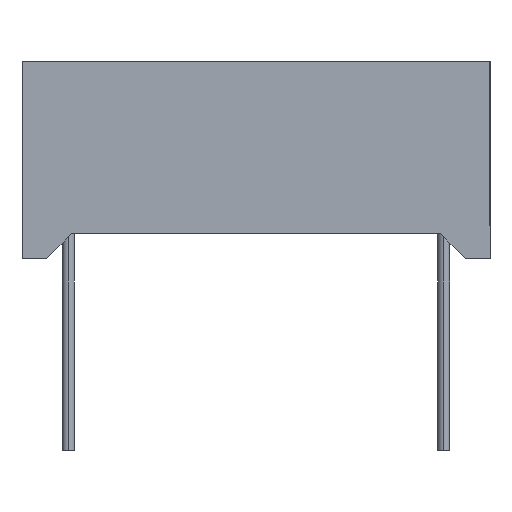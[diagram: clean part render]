
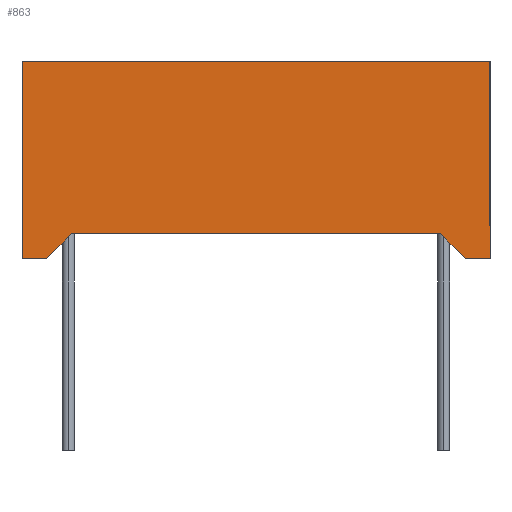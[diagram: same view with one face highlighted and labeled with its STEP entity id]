
A CAD part, left-side view. The second image highlights one B-rep face of the part: STEP entity #863.
In plain terms, the highlighted planar face has unit normal (-1, 0, 0).
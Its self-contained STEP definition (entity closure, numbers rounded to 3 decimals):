
#210 = EDGE_CURVE ( 'NONE', #4638, #1449, #3598, .T. ) ;
#537 = VECTOR ( 'NONE', #7560, 1000. ) ;
#552 = ORIENTED_EDGE ( 'NONE', *, *, #2499, .T. ) ;
#700 = ORIENTED_EDGE ( 'NONE', *, *, #2542, .T. ) ;
#769 = DIRECTION ( 'NONE',  ( 0., 0.707, -0.707 ) ) ;
#783 = CARTESIAN_POINT ( 'NONE',  ( -25.15, -7.5, 1. ) ) ;
#863 = ADVANCED_FACE ( 'NONE', ( #3954 ), #7942, .T. ) ;
#1009 = LINE ( 'NONE', #3715, #6956 ) ;
#1119 = ORIENTED_EDGE ( 'NONE', *, *, #3382, .F. ) ;
#1197 = CARTESIAN_POINT ( 'NONE',  ( -25.15, 9.5, 0. ) ) ;
#1199 = VECTOR ( 'NONE', #5136, 1000. ) ;
#1243 = VERTEX_POINT ( 'NONE', #6609 ) ;
#1299 = LINE ( 'NONE', #2021, #537 ) ;
#1314 = ORIENTED_EDGE ( 'NONE', *, *, #4947, .T. ) ;
#1449 = VERTEX_POINT ( 'NONE', #8791 ) ;
#1569 = VECTOR ( 'NONE', #5051, 1000. ) ;
#1928 = VERTEX_POINT ( 'NONE', #2612 ) ;
#2021 = CARTESIAN_POINT ( 'NONE',  ( -25.15, 9.5, 0. ) ) ;
#2452 = CARTESIAN_POINT ( 'NONE',  ( -25.15, 9.5, 0. ) ) ;
#2499 = EDGE_CURVE ( 'NONE', #4893, #1928, #5904, .T. ) ;
#2509 = EDGE_CURVE ( 'NONE', #1243, #1449, #1009, .T. ) ;
#2523 = VECTOR ( 'NONE', #4603, 1000. ) ;
#2542 = EDGE_CURVE ( 'NONE', #8056, #6750, #3085, .T. ) ;
#2566 = ORIENTED_EDGE ( 'NONE', *, *, #4619, .F. ) ;
#2612 = CARTESIAN_POINT ( 'NONE',  ( -25.15, -7.5, 1. ) ) ;
#2892 = DIRECTION ( 'NONE',  ( 0., 0.707, 0.707 ) ) ;
#3085 = LINE ( 'NONE', #3758, #1199 ) ;
#3234 = EDGE_LOOP ( 'NONE', ( #3988, #4503, #2566, #700, #1119, #552, #7853, #1314 ) ) ;
#3332 = CARTESIAN_POINT ( 'NONE',  ( -25.15, 8.5, 0. ) ) ;
#3365 = AXIS2_PLACEMENT_3D ( 'NONE', #1197, #4661, #8609 ) ;
#3382 = EDGE_CURVE ( 'NONE', #4893, #6750, #8081, .T. ) ;
#3526 = CARTESIAN_POINT ( 'NONE',  ( -25.15, -8.5, 0. ) ) ;
#3598 = LINE ( 'NONE', #8386, #1569 ) ;
#3715 = CARTESIAN_POINT ( 'NONE',  ( -25.15, -9.5, 4.378 ) ) ;
#3758 = CARTESIAN_POINT ( 'NONE',  ( -25.15, 9.5, 0. ) ) ;
#3848 = LINE ( 'NONE', #7927, #2523 ) ;
#3851 = DIRECTION ( 'NONE',  ( 0., -1., 0. ) ) ;
#3937 = CARTESIAN_POINT ( 'NONE',  ( -25.15, 9.5, 8. ) ) ;
#3954 = FACE_OUTER_BOUND ( 'NONE', #3234, .T. ) ;
#3988 = ORIENTED_EDGE ( 'NONE', *, *, #2509, .T. ) ;
#4503 = ORIENTED_EDGE ( 'NONE', *, *, #210, .F. ) ;
#4603 = DIRECTION ( 'NONE',  ( 0., 0., 1. ) ) ;
#4619 = EDGE_CURVE ( 'NONE', #8056, #4638, #3848, .T. ) ;
#4638 = VERTEX_POINT ( 'NONE', #3937 ) ;
#4661 = DIRECTION ( 'NONE',  ( -1., 0., 0. ) ) ;
#4893 = VERTEX_POINT ( 'NONE', #5878 ) ;
#4947 = EDGE_CURVE ( 'NONE', #5610, #1243, #1299, .T. ) ;
#5051 = DIRECTION ( 'NONE',  ( 0., -1., 0. ) ) ;
#5105 = EDGE_CURVE ( 'NONE', #5610, #1928, #6305, .T. ) ;
#5136 = DIRECTION ( 'NONE',  ( 0., -1., 0. ) ) ;
#5514 = VECTOR ( 'NONE', #2892, 1000. ) ;
#5610 = VERTEX_POINT ( 'NONE', #3526 ) ;
#5878 = CARTESIAN_POINT ( 'NONE',  ( -25.15, 7.5, 1. ) ) ;
#5904 = LINE ( 'NONE', #7885, #8514 ) ;
#6305 = LINE ( 'NONE', #783, #5514 ) ;
#6609 = CARTESIAN_POINT ( 'NONE',  ( -25.15, -9.5, 0. ) ) ;
#6750 = VERTEX_POINT ( 'NONE', #8013 ) ;
#6956 = VECTOR ( 'NONE', #8549, 1000. ) ;
#7560 = DIRECTION ( 'NONE',  ( 0., -1., 0. ) ) ;
#7846 = VECTOR ( 'NONE', #769, 1000. ) ;
#7853 = ORIENTED_EDGE ( 'NONE', *, *, #5105, .F. ) ;
#7885 = CARTESIAN_POINT ( 'NONE',  ( -25.15, 9.5, 1. ) ) ;
#7927 = CARTESIAN_POINT ( 'NONE',  ( -25.15, 9.5, 4.378 ) ) ;
#7942 = PLANE ( 'NONE',  #3365 ) ;
#8013 = CARTESIAN_POINT ( 'NONE',  ( -25.15, 8.5, 0. ) ) ;
#8056 = VERTEX_POINT ( 'NONE', #2452 ) ;
#8081 = LINE ( 'NONE', #3332, #7846 ) ;
#8386 = CARTESIAN_POINT ( 'NONE',  ( -25.15, 9.5, 8. ) ) ;
#8514 = VECTOR ( 'NONE', #3851, 1000. ) ;
#8549 = DIRECTION ( 'NONE',  ( 0., 0., 1. ) ) ;
#8609 = DIRECTION ( 'NONE',  ( 0., 0., 1. ) ) ;
#8791 = CARTESIAN_POINT ( 'NONE',  ( -25.15, -9.5, 8. ) ) ;
